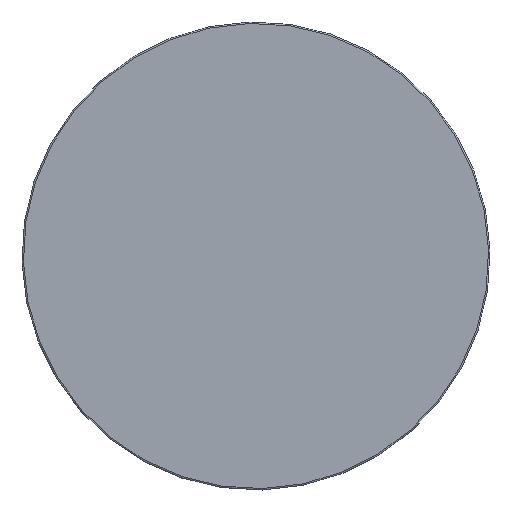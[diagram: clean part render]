
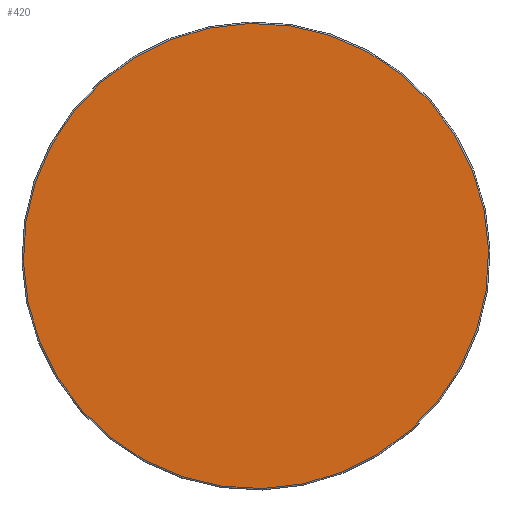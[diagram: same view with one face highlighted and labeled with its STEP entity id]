
A CAD part, front view. The second image highlights one B-rep face of the part: STEP entity #420.
In plain terms, the highlighted planar face has unit normal (0, -1, 0).
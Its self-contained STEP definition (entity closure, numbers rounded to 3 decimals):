
#82=FACE_OUTER_BOUND('',#109,.T.);
#109=EDGE_LOOP('',(#343,#344));
#147=CIRCLE('',#493,80.25);
#148=CIRCLE('',#494,80.25);
#192=VERTEX_POINT('',#1332);
#193=VERTEX_POINT('',#1333);
#246=EDGE_CURVE('',#192,#193,#147,.T.);
#247=EDGE_CURVE('',#193,#192,#148,.T.);
#343=ORIENTED_EDGE('',*,*,#246,.F.);
#344=ORIENTED_EDGE('',*,*,#247,.F.);
#379=PLANE('',#492);
#420=ADVANCED_FACE('',(#82),#379,.T.);
#492=AXIS2_PLACEMENT_3D('',#1331,#612,#613);
#493=AXIS2_PLACEMENT_3D('',#1334,#614,#615);
#494=AXIS2_PLACEMENT_3D('',#1335,#616,#617);
#612=DIRECTION('center_axis',(0.,-1.,0.));
#613=DIRECTION('ref_axis',(-0.027,0.,1.));
#614=DIRECTION('center_axis',(0.,1.,0.));
#615=DIRECTION('ref_axis',(-1.,0.,-0.027));
#616=DIRECTION('center_axis',(0.,1.,0.));
#617=DIRECTION('ref_axis',(-1.,0.,-0.027));
#1331=CARTESIAN_POINT('Origin',(-80.22,0.,
-2.177));
#1332=CARTESIAN_POINT('',(-80.22,0.,-2.177));
#1333=CARTESIAN_POINT('',(-2.177,0.,80.22));
#1334=CARTESIAN_POINT('Origin',(0.,0.,
0.));
#1335=CARTESIAN_POINT('Origin',(0.,0.,
0.));
